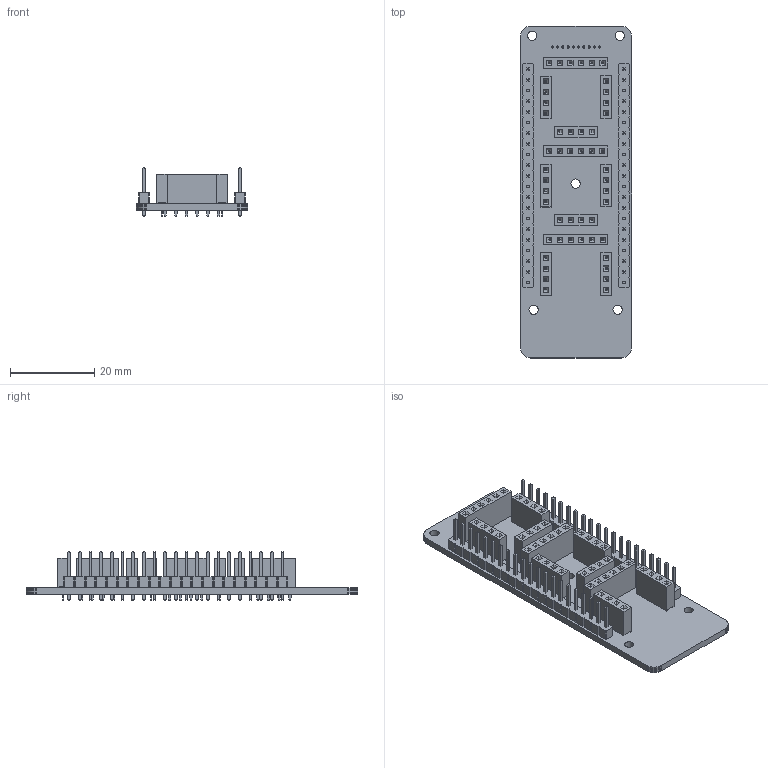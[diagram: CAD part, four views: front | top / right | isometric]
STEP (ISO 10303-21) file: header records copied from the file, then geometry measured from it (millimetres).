
FILE_DESCRIPTION(('KiCad electronic assembly'),'2;1');
FILE_NAME('Interface_board.step','2023-06-09T12:35:16',('Pcbnew'),( 'Kicad'),'Open CASCADE STEP processor 7.6','KiCad to STEP converter' ,'Unknown');
FILE_SCHEMA(('AUTOMOTIVE_DESIGN { 1 0 10303 214 1 1 1 1 }'));
Length unit declared in the file: millimetre
Products named in the file (8): Interface_board 1; PinHeader_1x21_P2.54mm_Vertical; SOLID; PinSocket_1x04_P2.54mm_Vertical; PinSocket_1x06_P2.54mm_Vertical; PCB
Assembly tree (17 placements, depth 3):
  Interface_board 1
    PinHeader_1x21_P2.54mm_Vertical  x2
      SOLID
    PinSocket_1x04_P2.54mm_Vertical  x8
      SOLID
    PinSocket_1x06_P2.54mm_Vertical  x3
      SOLID
    PCB
Bounding box: 26.46 x 79 x 11.64 mm (x, y, z)
Volume: 6097.5 mm3; surface area: 10816.7 mm2
Topology: 14 solids, 14 shells, 2837 faces, 7189 edges, 4614 vertices
Faces by surface type: plane 2730, cylinder 107
Full cylindrical faces by diameter (mm): 0.5 x10, 1 x92, 2.2 x5
Entity records: 69780 total; most frequent: CARTESIAN_POINT 11578, DIRECTION 9681, LINE 7219, VECTOR 7219, ORIENTED_EDGE 5098, PCURVE 5098, DEFINITIONAL_REPRESENTATION 5098, EDGE_CURVE 2549
